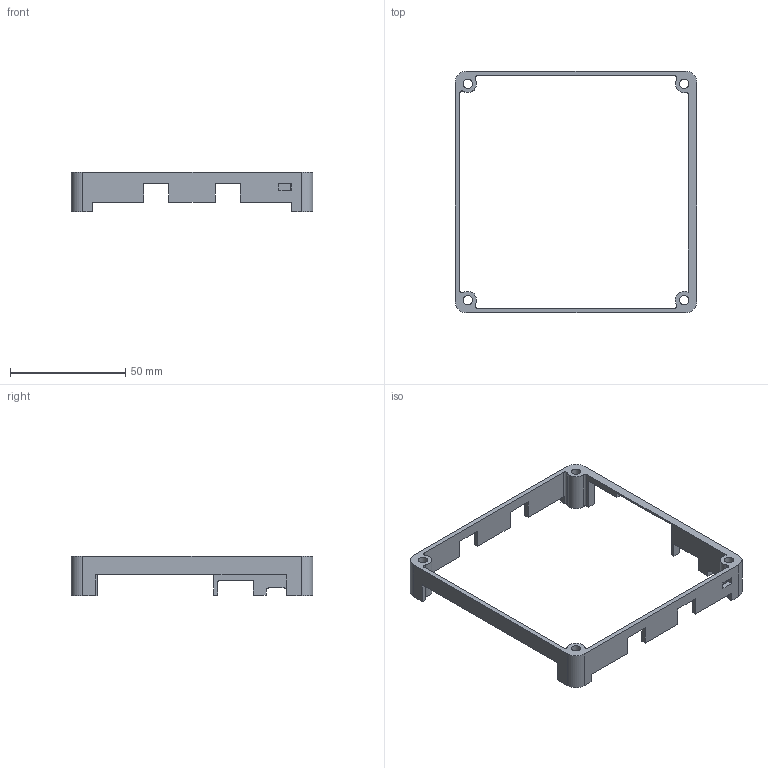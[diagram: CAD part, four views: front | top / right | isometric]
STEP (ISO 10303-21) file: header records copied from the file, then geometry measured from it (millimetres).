
FILE_DESCRIPTION(('FreeCAD Model'),'2;1');
FILE_NAME('Open CASCADE Shape Model','2024-05-14T14:31:45',(''),(''), 'Open CASCADE STEP processor 7.6','FreeCAD','Unknown');
FILE_SCHEMA(('AUTOMOTIVE_DESIGN { 1 0 10303 214 1 1 1 1 }'));
Length unit declared in the file: millimetre
Products named in the file (1): Cover
Bounding box: 105 x 105 x 17 mm (x, y, z)
Volume: 11026.8 mm3; surface area: 11912.9 mm2
Topology: 1 solids, 1 shells, 95 faces, 261 edges, 174 vertices
Faces by surface type: plane 63, cylinder 32
Full cylindrical faces by diameter (mm): 4 x4, 5 x4, 6 x4
Entity records: 6550 total; most frequent: CARTESIAN_POINT 1401, DIRECTION 937, LINE 583, VECTOR 583, ORIENTED_EDGE 522, PCURVE 522, DEFINITIONAL_REPRESENTATION 522, EDGE_CURVE 261
